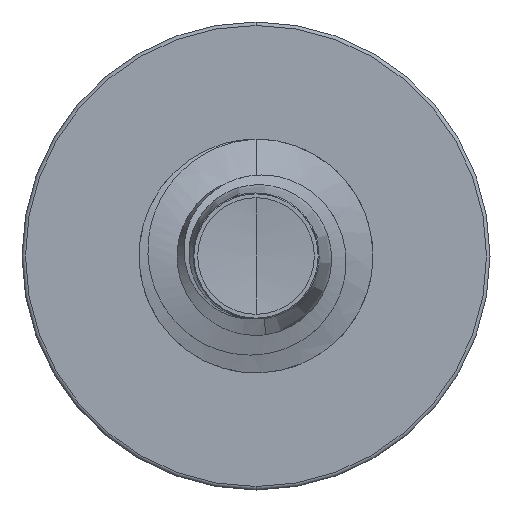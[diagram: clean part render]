
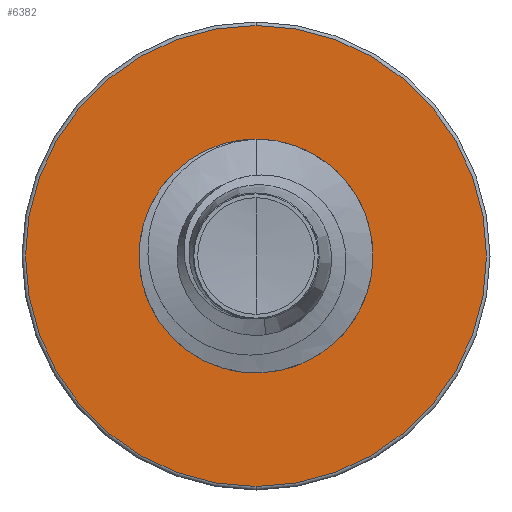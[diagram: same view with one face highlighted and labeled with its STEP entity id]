
A CAD part, front view. The second image highlights one B-rep face of the part: STEP entity #6382.
In plain terms, the highlighted planar face has unit normal (0, -1, 0).
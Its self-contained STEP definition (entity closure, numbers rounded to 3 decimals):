
#454 = DIRECTION ( 'NONE',  ( 0., 0., 1. ) ) ;
#505 = CARTESIAN_POINT ( 'NONE',  ( 0., 5.5, -2.165 ) ) ;
#809 = ORIENTED_EDGE ( 'NONE', *, *, #8223, .F. ) ;
#891 = CARTESIAN_POINT ( 'NONE',  ( 0., 5.5, 0. ) ) ;
#1116 = CIRCLE ( 'NONE', #5710, 2.165 ) ;
#1324 = VERTEX_POINT ( 'NONE', #5797 ) ;
#1364 = VERTEX_POINT ( 'NONE', #3536 ) ;
#1595 = DIRECTION ( 'NONE',  ( 0., 0., 1. ) ) ;
#2162 = EDGE_CURVE ( 'NONE', #8466, #1324, #5437, .T. ) ;
#2451 = VERTEX_POINT ( 'NONE', #5661 ) ;
#2594 = CARTESIAN_POINT ( 'NONE',  ( 0., 5.5, 0. ) ) ;
#2652 = DIRECTION ( 'NONE',  ( 0., 0., 1. ) ) ;
#2733 = CARTESIAN_POINT ( 'NONE',  ( 0., 5.5, 0. ) ) ;
#2800 = AXIS2_PLACEMENT_3D ( 'NONE', #2594, #7798, #3330 ) ;
#2841 = EDGE_LOOP ( 'NONE', ( #809, #9427 ) ) ;
#3330 = DIRECTION ( 'NONE',  ( 0., 0., 1. ) ) ;
#3471 = DIRECTION ( 'NONE',  ( 0., 0., 1. ) ) ;
#3472 = CIRCLE ( 'NONE', #8695, 4.925 ) ;
#3536 = CARTESIAN_POINT ( 'NONE',  ( 0., 5.5, -2.165 ) ) ;
#3887 = AXIS2_PLACEMENT_3D ( 'NONE', #505, #7111, #2652 ) ;
#3916 = CIRCLE ( 'NONE', #8069, 2.165 ) ;
#4156 = FACE_OUTER_BOUND ( 'NONE', #2841, .T. ) ;
#4815 = DIRECTION ( 'NONE',  ( 0., 1., 0. ) ) ;
#4825 = FACE_BOUND ( 'NONE', #5118, .T. ) ;
#5118 = EDGE_LOOP ( 'NONE', ( #8490, #9302 ) ) ;
#5437 = CIRCLE ( 'NONE', #2800, 4.925 ) ;
#5661 = CARTESIAN_POINT ( 'NONE',  ( 0., 5.5, 2.165 ) ) ;
#5710 = AXIS2_PLACEMENT_3D ( 'NONE', #9260, #4815, #454 ) ;
#5765 = CARTESIAN_POINT ( 'NONE',  ( 0., 5.5, -4.925 ) ) ;
#5797 = CARTESIAN_POINT ( 'NONE',  ( 0., 5.5, 4.925 ) ) ;
#6019 = DIRECTION ( 'NONE',  ( 0., 1., 0. ) ) ;
#6260 = EDGE_CURVE ( 'NONE', #1364, #2451, #3916, .T. ) ;
#6377 = PLANE ( 'NONE',  #3887 ) ;
#6382 = ADVANCED_FACE ( 'NONE', ( #4156, #4825 ), #6377, .F. ) ;
#7111 = DIRECTION ( 'NONE',  ( 0., 1., 0. ) ) ;
#7798 = DIRECTION ( 'NONE',  ( 0., 1., 0. ) ) ;
#7812 = EDGE_CURVE ( 'NONE', #2451, #1364, #1116, .T. ) ;
#7941 = DIRECTION ( 'NONE',  ( 0., 1., 0. ) ) ;
#8069 = AXIS2_PLACEMENT_3D ( 'NONE', #891, #6019, #1595 ) ;
#8223 = EDGE_CURVE ( 'NONE', #1324, #8466, #3472, .T. ) ;
#8466 = VERTEX_POINT ( 'NONE', #5765 ) ;
#8490 = ORIENTED_EDGE ( 'NONE', *, *, #7812, .T. ) ;
#8695 = AXIS2_PLACEMENT_3D ( 'NONE', #2733, #7941, #3471 ) ;
#9260 = CARTESIAN_POINT ( 'NONE',  ( 0., 5.5, 0. ) ) ;
#9302 = ORIENTED_EDGE ( 'NONE', *, *, #6260, .T. ) ;
#9427 = ORIENTED_EDGE ( 'NONE', *, *, #2162, .F. ) ;
